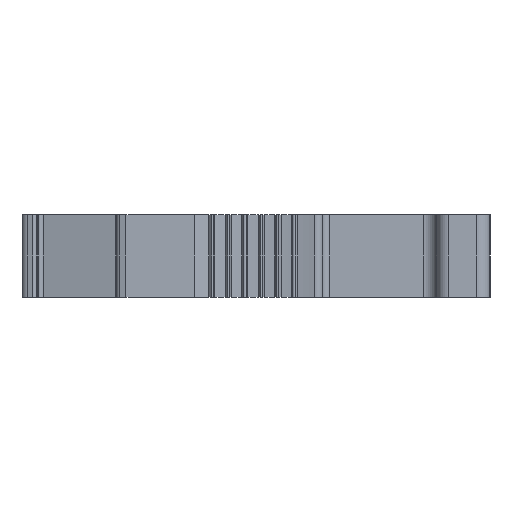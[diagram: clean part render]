
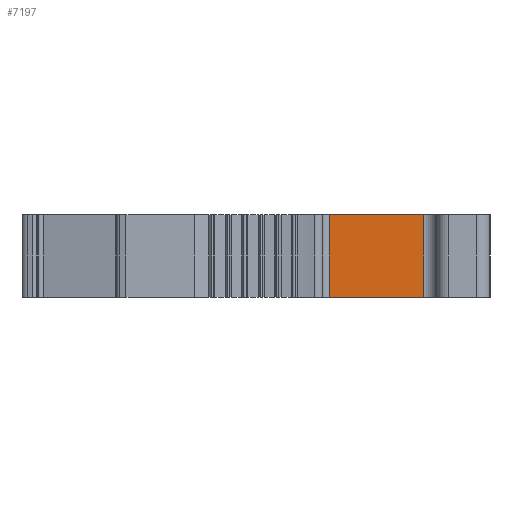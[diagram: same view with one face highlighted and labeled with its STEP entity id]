
A CAD part, left-side view. The second image highlights one B-rep face of the part: STEP entity #7197.
In plain terms, the highlighted planar face has unit normal (-1, 0, 0).
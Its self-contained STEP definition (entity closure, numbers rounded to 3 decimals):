
#947=DIRECTION('',(0.,-1.,0.));
#948=VECTOR('',#947,7.1);
#949=CARTESIAN_POINT('',(-39.4,6.1,0.));
#950=LINE('',#949,#948);
#2033=DIRECTION('',(0.,1.,0.));
#2034=VECTOR('',#2033,7.1);
#2035=CARTESIAN_POINT('',(-39.4,-1.,6.2));
#2036=LINE('',#2035,#2034);
#3543=DIRECTION('',(0.,0.,-1.));
#3544=VECTOR('',#3543,6.2);
#3545=CARTESIAN_POINT('',(-39.4,6.1,6.2));
#3546=LINE('',#3545,#3544);
#3550=DIRECTION('',(0.,0.,1.));
#3551=VECTOR('',#3550,6.2);
#3552=CARTESIAN_POINT('',(-39.4,-1.,0.));
#3553=LINE('',#3552,#3551);
#4682=CARTESIAN_POINT('',(-39.4,6.1,0.));
#4683=VERTEX_POINT('',#4682);
#4684=CARTESIAN_POINT('',(-39.4,-1.,0.));
#4685=VERTEX_POINT('',#4684);
#4920=CARTESIAN_POINT('',(-39.4,-1.,6.2));
#4921=VERTEX_POINT('',#4920);
#4922=CARTESIAN_POINT('',(-39.4,6.1,6.2));
#4923=VERTEX_POINT('',#4922);
#7185=CARTESIAN_POINT('',(-39.4,0.,0.));
#7186=DIRECTION('',(-1.,0.,0.));
#7187=DIRECTION('',(0.,-1.,0.));
#7188=AXIS2_PLACEMENT_3D('',#7185,#7186,#7187);
#7189=PLANE('',#7188);
#7190=ORIENTED_EDGE('',*,*,#5512,.F.);
#7191=ORIENTED_EDGE('',*,*,#7180,.F.);
#7192=ORIENTED_EDGE('',*,*,#5827,.F.);
#7194=ORIENTED_EDGE('',*,*,#7193,.F.);
#7195=EDGE_LOOP('',(#7190,#7191,#7192,#7194));
#7196=FACE_OUTER_BOUND('',#7195,.F.);
#7197=ADVANCED_FACE('',(#7196),#7189,.T.);
#5512=EDGE_CURVE('',#4683,#4685,#950,.T.);
#5827=EDGE_CURVE('',#4921,#4923,#2036,.T.);
#7180=EDGE_CURVE('',#4923,#4683,#3546,.T.);
#7193=EDGE_CURVE('',#4685,#4921,#3553,.T.);
